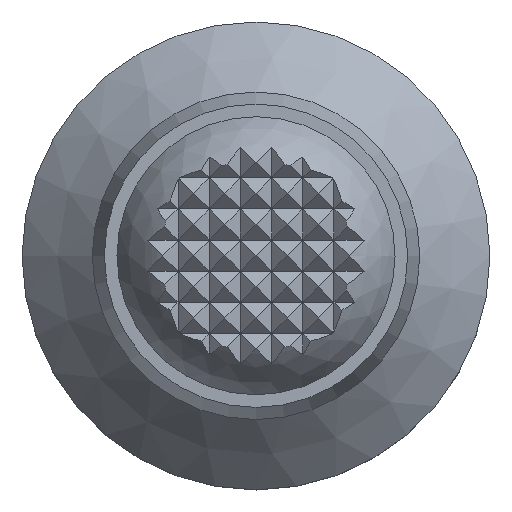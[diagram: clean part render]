
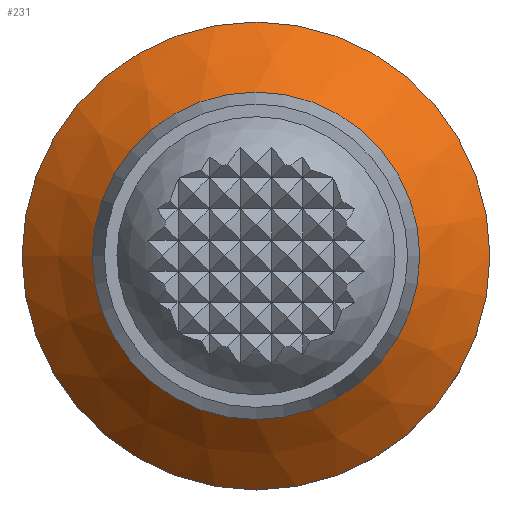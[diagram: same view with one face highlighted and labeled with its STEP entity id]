
A CAD part, top view. The second image highlights one B-rep face of the part: STEP entity #231.
In plain terms, the highlighted conical face has half-angle 45 degrees and reference radius 15 mm.
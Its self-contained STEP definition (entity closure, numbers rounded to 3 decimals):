
#231 = ADVANCED_FACE( '', ( #553, #554 ), #555, .T. );
#553 = FACE_BOUND( '', #883, .T. );
#554 = FACE_OUTER_BOUND( '', #884, .T. );
#555 = CONICAL_SURFACE( '', #885, 15., 0.785 );
#883 = EDGE_LOOP( '', ( #1908 ) );
#884 = EDGE_LOOP( '', ( #1909 ) );
#885 = AXIS2_PLACEMENT_3D( '', #1910, #1911, #1912 );
#1908 = ORIENTED_EDGE( '', *, *, #2205, .T. );
#1909 = ORIENTED_EDGE( '', *, *, #2150, .F. );
#1910 = CARTESIAN_POINT( '', ( 0., 0., 7. ) );
#1911 = DIRECTION( '', ( 0., 0., -1. ) );
#1912 = DIRECTION( '', ( -1., 0., 0. ) );
#2150 = EDGE_CURVE( '', #2542, #2542, #2543, .T. );
#2205 = EDGE_CURVE( '', #2603, #2603, #2604, .T. );
#2542 = VERTEX_POINT( '', #3097 );
#2543 = CIRCLE( '', #3098, 15. );
#2603 = VERTEX_POINT( '', #3212 );
#2604 = CIRCLE( '', #3213, 10.5 );
#3097 = CARTESIAN_POINT( '', ( -15., 0., 7. ) );
#3098 = AXIS2_PLACEMENT_3D( '', #3564, #3565, #3566 );
#3212 = CARTESIAN_POINT( '', ( -10.5, 0., 11.5 ) );
#3213 = AXIS2_PLACEMENT_3D( '', #3621, #3622, #3623 );
#3564 = CARTESIAN_POINT( '', ( 0., 0., 7. ) );
#3565 = DIRECTION( '', ( 0., 0., -1. ) );
#3566 = DIRECTION( '', ( -1., 0., 0. ) );
#3621 = CARTESIAN_POINT( '', ( 0., 0., 11.5 ) );
#3622 = DIRECTION( '', ( 0., 0., -1. ) );
#3623 = DIRECTION( '', ( -1., 0., 0. ) );
